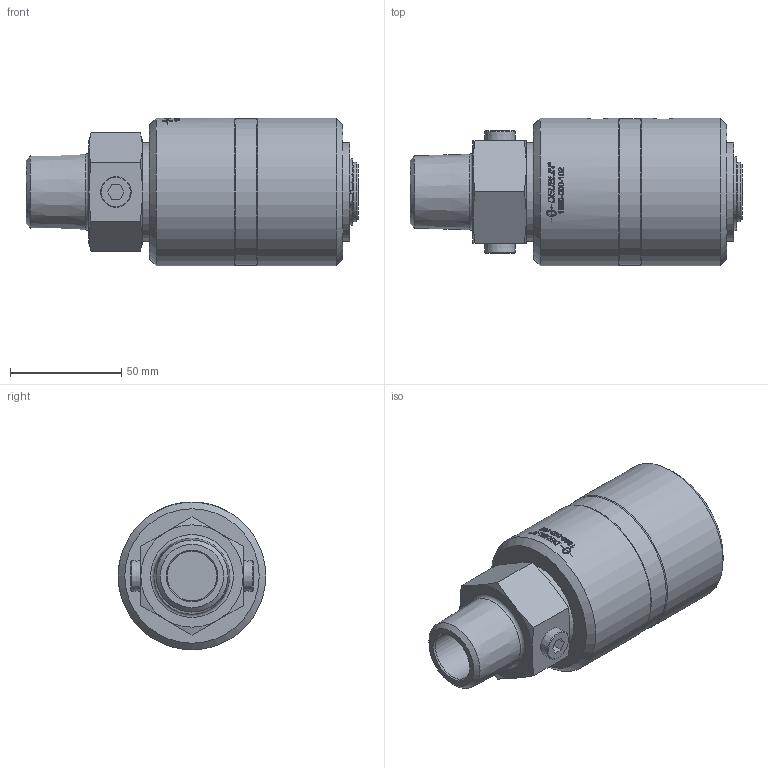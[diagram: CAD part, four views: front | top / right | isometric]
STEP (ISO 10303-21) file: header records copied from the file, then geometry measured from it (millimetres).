
FILE_DESCRIPTION(/* description */ (''),/* implementation_level */ '2;1');
FILE_NAME(/* name */ '1690-000-102-IC.stp',/* time_stamp */ '2020-05-21T13:08:48-05:00',/* author */ ('GALINDOLM'),/* organization */ (''),/* preprocessor_version */ 'ST-DEVELOPER v18',/* originating_system */ 'Autodesk Inventor 2020',/* authorisation */ '');
FILE_SCHEMA (('AUTOMOTIVE_DESIGN { 1 0 10303 214 3 1 1 }','PROCESS_PLANNING_SCHEMA','AP242_MANAGED_MODEL_BASED_3D_ENGINEERING_MIM_LF { 1 0 10303 442 1 1 4 }'));
Products named in the file (1): 1690-000-102-IC
Bounding box: 149.2 x 66.4 x 66.4 mm (x, y, z)
Volume: 361671.5 mm3; surface area: 38927.2 mm2
Topology: 1 solids, 5 shells, 408 faces, 1037 edges, 694 vertices
Faces by surface type: bspline 186, plane 119, cylinder 66, cone 36, torus 1
Full cylindrical faces by diameter (mm): 2 x2, 2.4 x1, 3.3 x1, 6.5 x2, 10.719 x3, 22.22 x1, 25.45 x1, 26.62 x2, 27 x1, 44.45 x2, 65.8 x1, 66.4 x2
Entity records: 59571 total; most frequent: CARTESIAN_POINT 50441, ORIENTED_EDGE 2070, DIRECTION 1420, EDGE_CURVE 1035, VERTEX_POINT 694, AXIS2_PLACEMENT_3D 514, EDGE_LOOP 467, FACE_OUTER_BOUND 408
